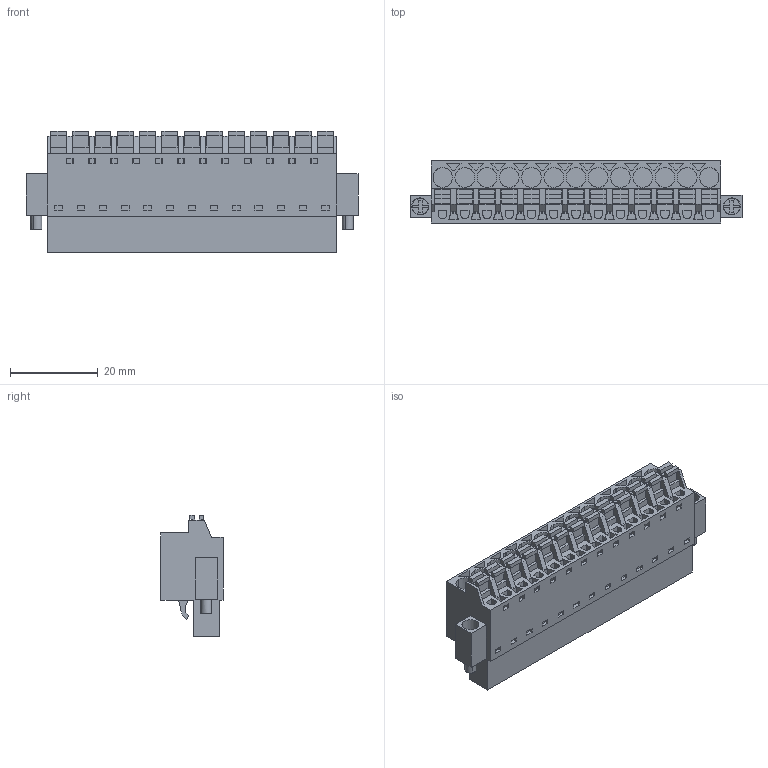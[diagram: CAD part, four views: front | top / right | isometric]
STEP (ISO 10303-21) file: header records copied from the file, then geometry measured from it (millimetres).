
FILE_DESCRIPTION(('CATIA V5 STEP Exchange','CAx-IF Rec.Pracs.--- Model Styling and Organization---1.2---2011-12-15'),'2;1');
FILE_NAME ('D1446530_0_1013210000_1013210000.stp','2017-04-28T12:25:31+00:00',('none'),('Weidmueller'),'CATIA Version 5-6 Release 2014','CATIA V5 STEP AP214','none');
FILE_SCHEMA(('AUTOMOTIVE_DESIGN { 1 0 10303 214 1 1 1 1 }'));
Length unit declared in the file: millimetre
Products named in the file (1): 1013210000
Bounding box: 75.84 x 14.2 x 27.73 mm (x, y, z)
Volume: 15953 mm3; surface area: 11328.6 mm2
Topology: 16 solids, 16 shells, 1023 faces, 2924 edges, 2032 vertices
Faces by surface type: plane 910, cylinder 112, extrusion 1
Entity records: 32866 total; most frequent: CARTESIAN_POINT 6370, ORIENTED_EDGE 5848, DIRECTION 4164, EDGE_CURVE 2924, VECTOR 2691, LINE 2690, VERTEX_POINT 2032, EDGE_LOOP 1174
